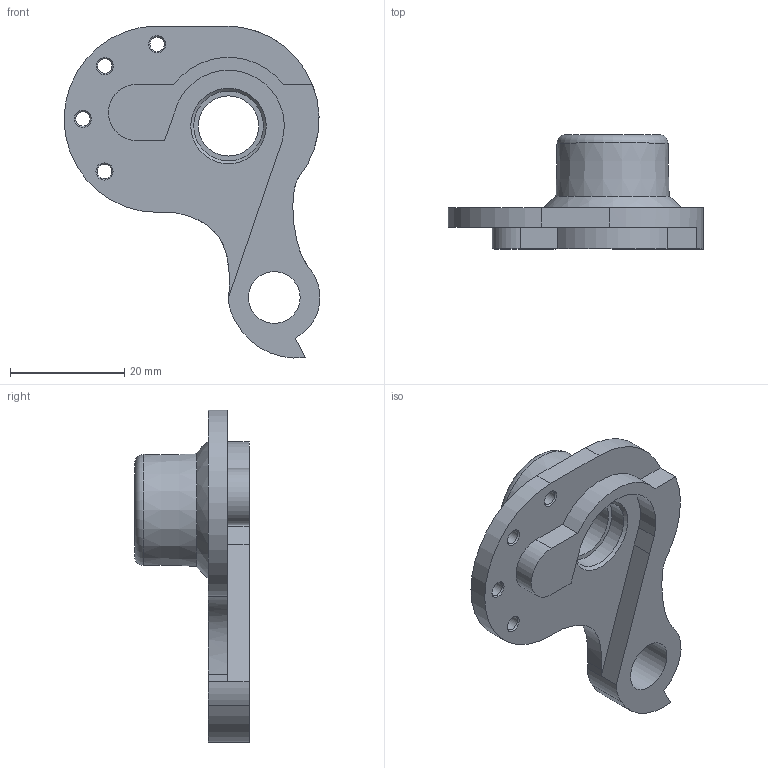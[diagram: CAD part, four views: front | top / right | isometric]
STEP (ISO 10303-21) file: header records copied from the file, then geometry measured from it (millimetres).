
FILE_DESCRIPTION(/* description */ (''),/* implementation_level */ '2;1');
FILE_NAME(/* name */ 'DHanger BT Hook EXT19 RightHandSide-without-treads-radius.step',/* time_stamp */ '2021-11-30T17:19:44+01:00',/* author */ (''),/* organization */ (''),/* preprocessor_version */ 'ST-DEVELOPER v18.1',/* originating_system */ 'Autodesk Translation Framework v10.10.0.1391',/* authorisation */ '');
FILE_SCHEMA (('AUTOMOTIVE_DESIGN { 1 0 10303 214 3 1 1 }'));
Length unit declared in the file: millimetre
Products named in the file (1): DHanger BT Hook EXT19 RightHandSide
Bounding box: 44.75 x 20 x 58.07 mm (x, y, z)
Volume: 9457.4 mm3; surface area: 5661.6 mm2
Topology: 1 solids, 1 shells, 41 faces, 105 edges, 68 vertices
Faces by surface type: cylinder 15, plane 14, cone 7, bspline 4, torus 1
Full cylindrical faces by diameter (mm): 2.529 x4, 9.036 x1, 10.526 x1, 12.2 x1
Entity records: 1448 total; most frequent: CARTESIAN_POINT 376, DIRECTION 221, ORIENTED_EDGE 210, EDGE_CURVE 105, AXIS2_PLACEMENT_3D 84, VERTEX_POINT 68, EDGE_LOOP 55, LINE 53
